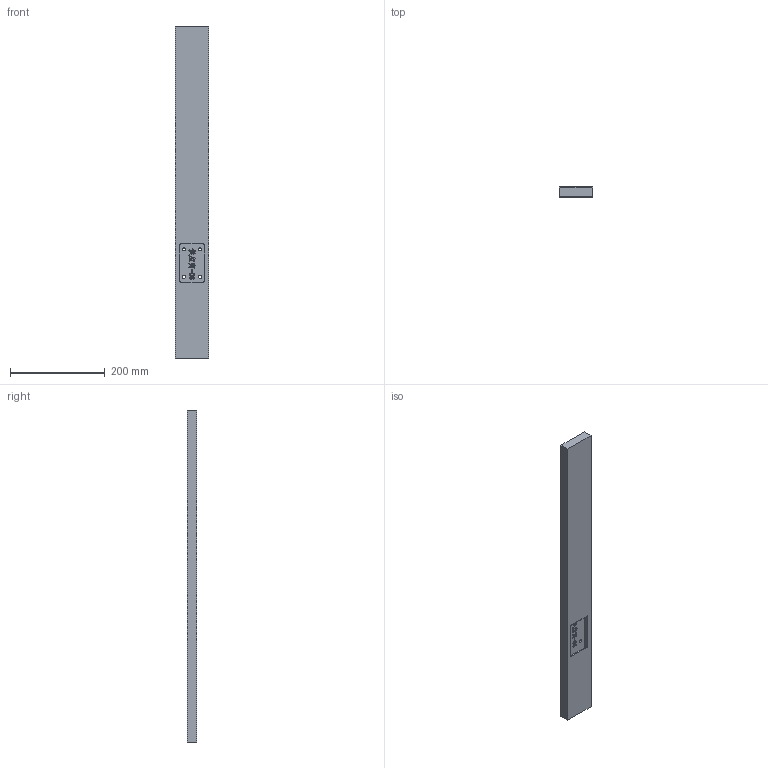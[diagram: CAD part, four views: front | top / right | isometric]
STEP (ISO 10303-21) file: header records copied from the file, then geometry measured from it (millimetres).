
FILE_DESCRIPTION((''),'2;1');
FILE_NAME('JC35TS-0222','2021-01-06T15:15:42',('sa'),('捷昌驱动'),'CREO PARAMETRIC BY PTC INC, 2018100','CREO PARAMETRIC BY PTC INC, 2018100','');
FILE_SCHEMA(('CONFIG_CONTROL_DESIGN'));
Length unit declared in the file: millimetre
Products named in the file (1): JC35TS-0222
Bounding box: 70 x 20 x 700 mm (x, y, z)
Volume: 428098.4 mm3; surface area: 221088.5 mm2
Topology: 1 solids, 23 shells, 290 faces, 815 edges, 570 vertices
Faces by surface type: plane 144, extrusion 126, cylinder 20
Entity records: 9809 total; most frequent: CARTESIAN_POINT 2741, ORIENTED_EDGE 1542, DIRECTION 1059, EDGE_CURVE 815, VECTOR 649, VERTEX_POINT 570, LINE 523, B_SPLINE_CURVE_WITH_KNOTS 378
